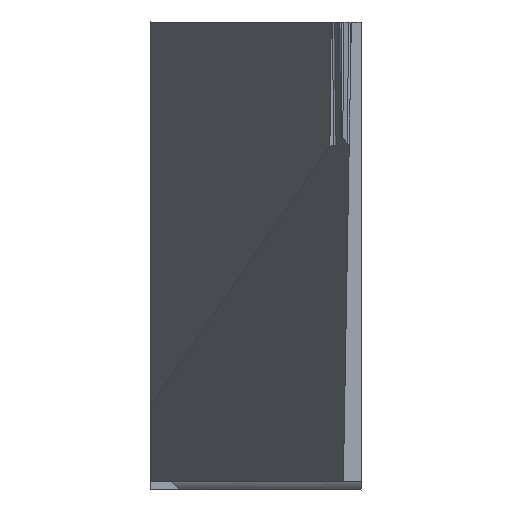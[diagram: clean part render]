
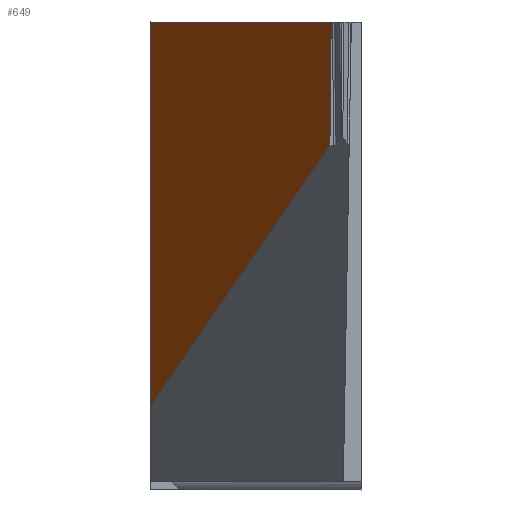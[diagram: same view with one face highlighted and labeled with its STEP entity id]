
A CAD part, front view. The second image highlights one B-rep face of the part: STEP entity #649.
In plain terms, the highlighted planar face has unit normal (-0.866, -0.5, 0).
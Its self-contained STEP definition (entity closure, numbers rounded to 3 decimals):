
#94=CARTESIAN_POINT('',(0.,5.529,-6.564));
#95=VERTEX_POINT('',#94);
#320=CARTESIAN_POINT('',(0.,5.529,0.));
#321=VERTEX_POINT('',#320);
#332=CARTESIAN_POINT('',(0.,5.529,0.));
#333=DIRECTION('',(0.,0.,-1.));
#334=VECTOR('',#333,6.564);
#335=LINE('',#332,#334);
#336=EDGE_CURVE('',#321,#95,#335,.T.);
#554=CARTESIAN_POINT('',(1.743,2.511,22.712));
#555=DIRECTION('',(-0.866,-0.5,0.));
#556=DIRECTION('',(0.,0.,1.));
#557=AXIS2_PLACEMENT_3D('',#554,#555,#556);
#558=PLANE('',#557);
#559=ORIENTED_EDGE('Edge 1410',*,*,#336,.T.);
#568=CARTESIAN_POINT('',(0.,5.529,-6.564));
#569=DIRECTION('',(0.404,-0.701,0.588));
#570=VECTOR('',#569,7.573);
#571=LINE('',#568,#570);
#572=CARTESIAN_POINT('',(3.063,0.223,-2.112));
#573=VERTEX_POINT('',#572);
#574=EDGE_CURVE('',#95,#573,#571,.T.);
#575=ORIENTED_EDGE('Edge 1415',*,*,#574,.T.);
#584=CARTESIAN_POINT('',(3.085,0.186,0.));
#585=DIRECTION('',(-0.01,0.018,-1.));
#586=VECTOR('',#585,2.112);
#587=LINE('',#584,#586);
#588=CARTESIAN_POINT('',(3.085,0.186,0.));
#589=VERTEX_POINT('',#588);
#590=EDGE_CURVE('',#589,#573,#587,.T.);
#591=ORIENTED_EDGE('Edge 1420',*,*,#590,.F.);
#600=CARTESIAN_POINT('',(2.615,0.999,0.));
#601=DIRECTION('',(0.5,-0.866,0.));
#602=VECTOR('',#601,0.94);
#603=LINE('',#600,#602);
#604=CARTESIAN_POINT('',(2.615,0.999,0.));
#605=VERTEX_POINT('',#604);
#606=EDGE_CURVE('',#605,#589,#603,.T.);
#607=ORIENTED_EDGE('Edge 1425',*,*,#606,.F.);
#616=CARTESIAN_POINT('',(2.615,1.,0.));
#617=CARTESIAN_POINT('',(2.615,1.,0.));
#618=CARTESIAN_POINT('',(2.615,1.,0.));
#619=CARTESIAN_POINT('',(2.615,0.999,0.));
#620=(BOUNDED_CURVE()B_SPLINE_CURVE(3,(#616,#617,#618,#619),.UNSPECIFIED.,.F.,.F.)B_SPLINE_CURVE_WITH_KNOTS((4,4),(0.,1.),.UNSPECIFIED.)CURVE()GEOMETRIC_REPRESENTATION_ITEM()RATIONAL_B_SPLINE_CURVE((1.,1.,1.,1.))REPRESENTATION_ITEM(''));
#621=CARTESIAN_POINT('',(2.615,1.,0.));
#622=VERTEX_POINT('',#621);
#623=EDGE_CURVE('',#622,#605,#620,.T.);
#624=ORIENTED_EDGE('Edge 1430',*,*,#623,.F.);
#633=CARTESIAN_POINT('',(2.615,1.,0.));
#634=DIRECTION('',(-0.5,0.866,0.));
#635=VECTOR('',#634,5.23);
#636=LINE('',#633,#635);
#637=EDGE_CURVE('',#622,#321,#636,.T.);
#638=ORIENTED_EDGE('Edge 1435',*,*,#637,.T.);
#647=EDGE_LOOP('',(#559,#575,#591,#607,#624,#638));
#648=FACE_OUTER_BOUND('Loop 1436',#647,.T.);
#649=ADVANCED_FACE('Face 1437',(#648),#558,.T.);
